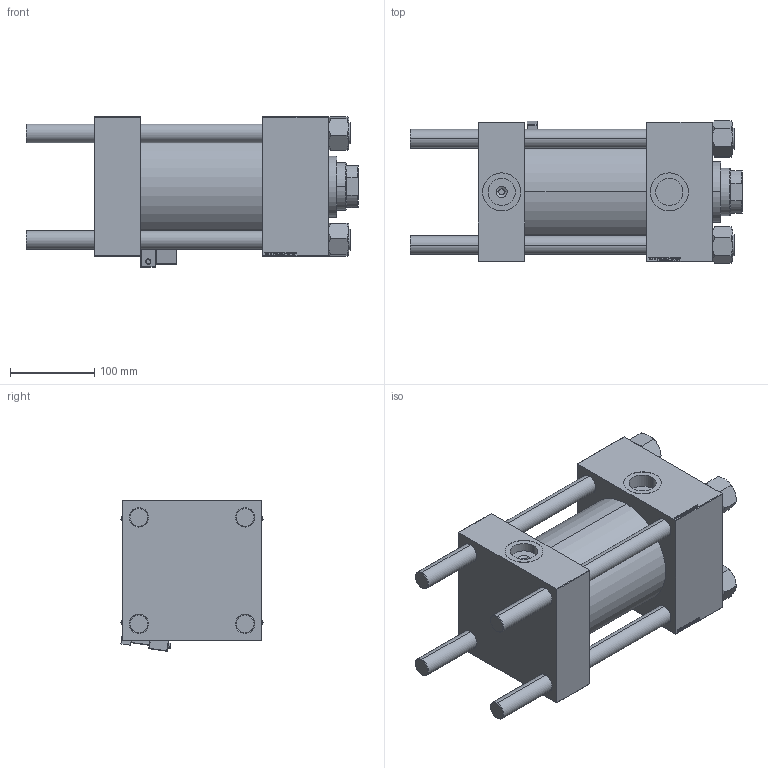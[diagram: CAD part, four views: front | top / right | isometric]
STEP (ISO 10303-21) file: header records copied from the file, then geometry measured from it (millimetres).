
FILE_DESCRIPTION (( 'STEP AP203' ), '1' );
FILE_NAME ('ad20.STEP', '2022-04-15T08:29:08', ( '' ), ( '' ), 'SwSTEP 2.0', 'SolidWorks 2019', '' );
FILE_SCHEMA (( 'CONFIG_CONTROL_DESIGN' ));
Length unit declared in the file: millimetre
Products named in the file (7): CR025_012_A_0_G_A_G_M_020_+#_##_TYCINKA 426a5cf147261434d0338af4ec584d12; ad20; V215_VC_A 426a5cf147261434d0338af4ec584d12; NUT_M5 426a5cf147261434d0338af4ec584d12; V215CR_MSU 426a5cf147261434d0338af4ec584d12; V215CR_BODY_A 426a5cf147261434d0338af4ec584d12; V215CR_VCP 426a5cf147261434d0338af4ec584d12
Assembly tree (12 placements, depth 2):
  ad20
    V215CR_BODY_A 426a5cf147261434d0338af4ec584d12
    CR025_012_A_0_G_A_G_M_020_+#_##_TYCINKA 426a5cf147261434d0338af4ec584d12  x4
    NUT_M5 426a5cf147261434d0338af4ec584d12  x4
    V215CR_VCP 426a5cf147261434d0338af4ec584d12
    V215_VC_A 426a5cf147261434d0338af4ec584d12
    V215CR_MSU 426a5cf147261434d0338af4ec584d12
Bounding box: 393 x 168.94 x 178.03 mm (x, y, z)
Volume: 5012775.9 mm3; surface area: 630488.3 mm2
Topology: 12 solids, 12 shells, 1265 faces, 3197 edges, 2063 vertices
Faces by surface type: plane 599, bspline 392, cone 136, cylinder 112, torus 14, sphere 12
Entity records: 52644 total; most frequent: CARTESIAN_POINT 27475, ORIENTED_EDGE 5634, DIRECTION 3737, EDGE_CURVE 2817, VERTEX_POINT 1841, LINE 1707, VECTOR 1707, EDGE_LOOP 1244
